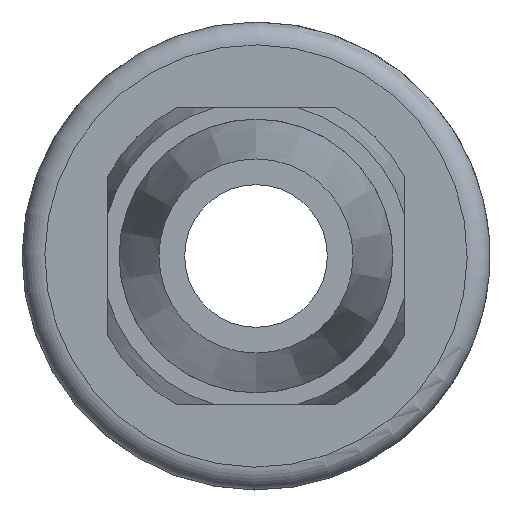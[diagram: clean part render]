
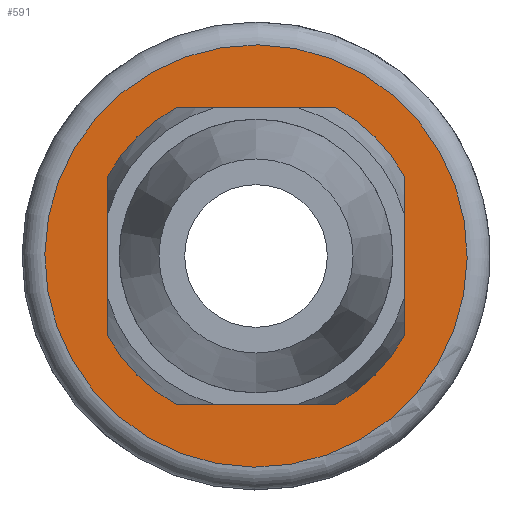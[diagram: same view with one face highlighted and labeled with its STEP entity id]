
A CAD part, left-side view. The second image highlights one B-rep face of the part: STEP entity #591.
In plain terms, the highlighted planar face has unit normal (-1, 0, 0).
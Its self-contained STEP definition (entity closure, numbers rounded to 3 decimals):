
#28=FACE_BOUND('',#132,.T.);
#37=PLANE('',#691);
#86=FACE_OUTER_BOUND('',#131,.T.);
#131=EDGE_LOOP('',(#484));
#132=EDGE_LOOP('',(#485));
#236=CIRCLE('',#689,3.7);
#238=CIRCLE('',#692,2.6);
#284=VERTEX_POINT('',#1030);
#285=VERTEX_POINT('',#1034);
#353=EDGE_CURVE('',#284,#284,#236,.T.);
#355=EDGE_CURVE('',#285,#285,#238,.T.);
#484=ORIENTED_EDGE('',*,*,#353,.T.);
#485=ORIENTED_EDGE('',*,*,#355,.F.);
#591=ADVANCED_FACE('',(#86,#28),#37,.T.);
#689=AXIS2_PLACEMENT_3D('',#1031,#847,#848);
#691=AXIS2_PLACEMENT_3D('',#1033,#851,#852);
#692=AXIS2_PLACEMENT_3D('',#1035,#853,#854);
#847=DIRECTION('center_axis',(-1.,0.,0.));
#848=DIRECTION('ref_axis',(0.,0.01,-1.));
#851=DIRECTION('center_axis',(-1.,0.,0.));
#852=DIRECTION('ref_axis',(0.,0.,-1.));
#853=DIRECTION('center_axis',(-1.,0.,0.));
#854=DIRECTION('ref_axis',(0.,0.,1.));
#1030=CARTESIAN_POINT('',(0.,0.039,-3.7));
#1031=CARTESIAN_POINT('Origin',(0.,0.,0.));
#1033=CARTESIAN_POINT('Origin',(0.,0.,0.));
#1034=CARTESIAN_POINT('',(0.,0.,2.6));
#1035=CARTESIAN_POINT('Origin',(0.,0.,0.));
